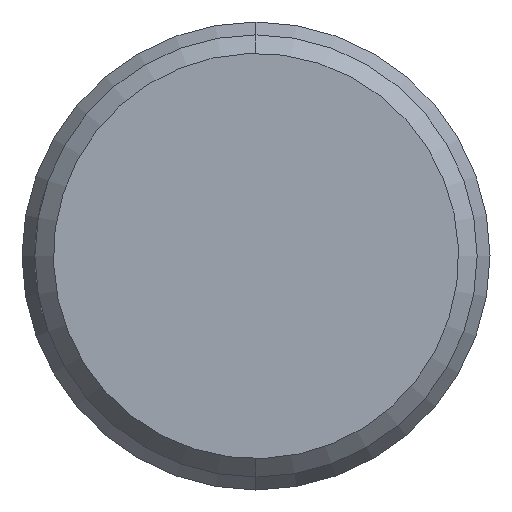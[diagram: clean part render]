
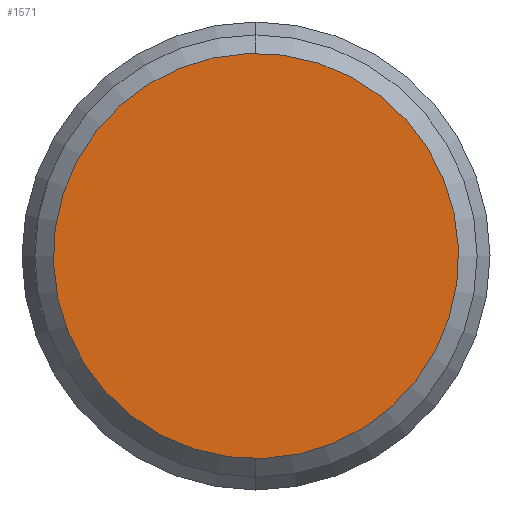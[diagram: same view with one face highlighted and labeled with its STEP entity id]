
A CAD part, left-side view. The second image highlights one B-rep face of the part: STEP entity #1571.
In plain terms, the highlighted planar face has unit normal (-1, 0, 0).
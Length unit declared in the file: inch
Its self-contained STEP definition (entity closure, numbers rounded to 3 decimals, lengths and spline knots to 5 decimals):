
#4 = DIRECTION ( 'NONE',  ( 1., 0., 0. ) ) ;
#208 = CIRCLE ( 'NONE', #1804, 0.21654 ) ;
#249 = DIRECTION ( 'NONE',  ( 1., 0., 0. ) ) ;
#405 = AXIS2_PLACEMENT_3D ( 'NONE', #1680, #2752, #510 ) ;
#510 = DIRECTION ( 'NONE',  ( 0., 0.466, -0.885 ) ) ;
#517 = VERTEX_POINT ( 'NONE', #1972 ) ;
#630 = EDGE_CURVE ( 'NONE', #517, #2601, #208, .T. ) ;
#689 = AXIS2_PLACEMENT_3D ( 'NONE', #2461, #249, #2012 ) ;
#995 = CARTESIAN_POINT ( 'NONE',  ( -2.0748, -0.10087, 0.19161 ) ) ;
#1186 = EDGE_LOOP ( 'NONE', ( #1919, #2657 ) ) ;
#1218 = PLANE ( 'NONE',  #405 ) ;
#1232 = FACE_OUTER_BOUND ( 'NONE', #1186, .T. ) ;
#1348 = CARTESIAN_POINT ( 'NONE',  ( -2.0748, 0., 0. ) ) ;
#1571 = ADVANCED_FACE ( 'NONE', ( #1232 ), #1218, .F. ) ;
#1680 = CARTESIAN_POINT ( 'NONE',  ( -2.0748, 0., 0. ) ) ;
#1804 = AXIS2_PLACEMENT_3D ( 'NONE', #1348, #4, #2663 ) ;
#1919 = ORIENTED_EDGE ( 'NONE', *, *, #630, .F. ) ;
#1963 = CIRCLE ( 'NONE', #689, 0.21654 ) ;
#1972 = CARTESIAN_POINT ( 'NONE',  ( -2.0748, 0.10087, -0.19161 ) ) ;
#2012 = DIRECTION ( 'NONE',  ( 0., 0.466, -0.885 ) ) ;
#2040 = EDGE_CURVE ( 'NONE', #2601, #517, #1963, .T. ) ;
#2461 = CARTESIAN_POINT ( 'NONE',  ( -2.0748, 0., 0. ) ) ;
#2601 = VERTEX_POINT ( 'NONE', #995 ) ;
#2657 = ORIENTED_EDGE ( 'NONE', *, *, #2040, .F. ) ;
#2663 = DIRECTION ( 'NONE',  ( 0., 0.466, -0.885 ) ) ;
#2752 = DIRECTION ( 'NONE',  ( 1., 0., 0. ) ) ;
